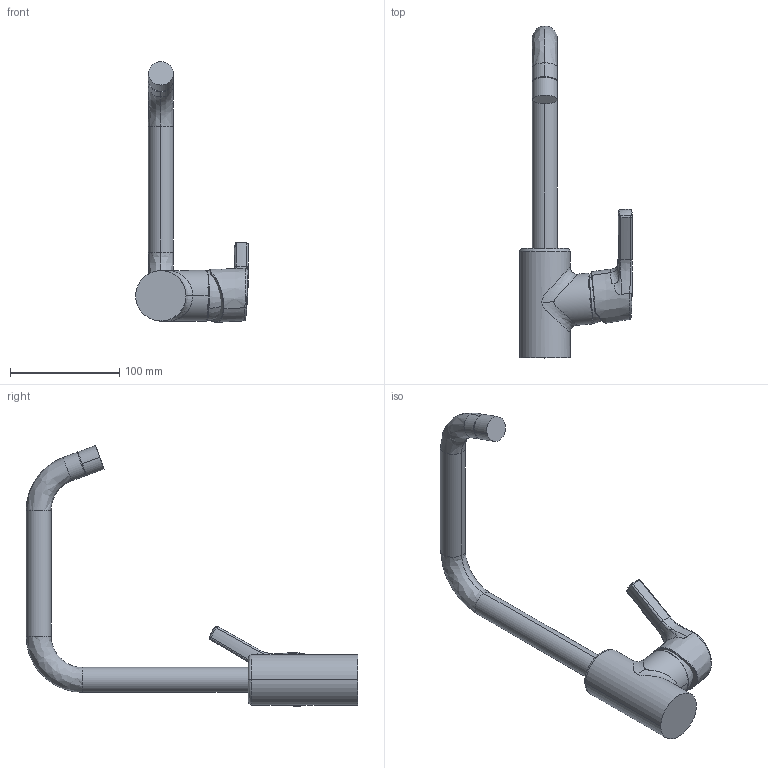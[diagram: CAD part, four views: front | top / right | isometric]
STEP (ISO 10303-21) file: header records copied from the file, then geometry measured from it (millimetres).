
FILE_DESCRIPTION (( 'STEP AP203' ), '1' );
FILE_NAME ('3931FH(2018)+56522203.STEP', '2018-05-18T03:50:03', ( '' ), ( '' ), 'SwSTEP 2.0', 'SolidWorks 2016', '' );
FILE_SCHEMA (( 'CONFIG_CONTROL_DESIGN' ));
Length unit declared in the file: millimetre
Products named in the file (1): 3931FH(2018)+56522203
Bounding box: 102.94 x 303 x 238.23 mm (x, y, z)
Volume: 462313.7 mm3; surface area: 67848 mm2
Topology: 5 solids, 5 shells, 87 faces, 202 edges, 126 vertices
Faces by surface type: bspline 48, cylinder 17, plane 12, torus 8, sphere 2
Entity records: 15540 total; most frequent: CARTESIAN_POINT 13827, ORIENTED_EDGE 404, DIRECTION 245, EDGE_CURVE 202, VERTEX_POINT 126, AXIS2_PLACEMENT_3D 113, B_SPLINE_CURVE_WITH_KNOTS 102, EDGE_LOOP 88
